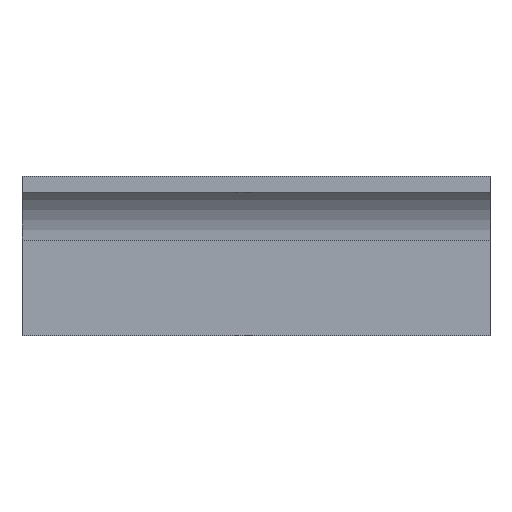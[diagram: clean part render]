
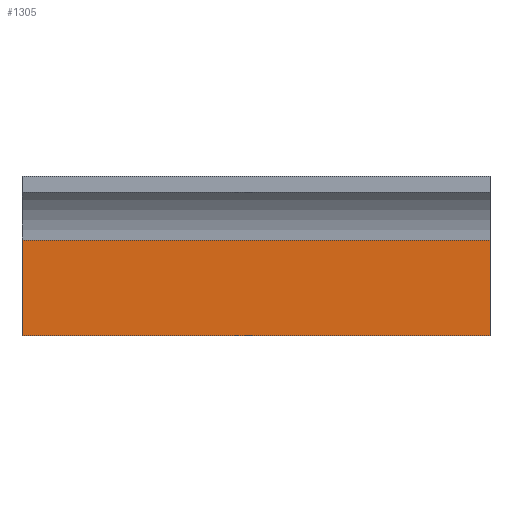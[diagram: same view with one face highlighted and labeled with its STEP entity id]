
A CAD part, front view. The second image highlights one B-rep face of the part: STEP entity #1305.
In plain terms, the highlighted planar face has unit normal (0, -1, 0).
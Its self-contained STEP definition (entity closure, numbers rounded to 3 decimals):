
#33 = PLANE('',#34);
#34 = AXIS2_PLACEMENT_3D('',#35,#36,#37);
#35 = CARTESIAN_POINT('',(-1.,0.,0.));
#36 = DIRECTION('',(0.,0.,1.));
#37 = DIRECTION('',(1.,0.,0.));
#62 = VERTEX_POINT('',#63);
#63 = CARTESIAN_POINT('',(-1.,0.,0.));
#77 = PLANE('',#78);
#78 = AXIS2_PLACEMENT_3D('',#79,#80,#81);
#79 = CARTESIAN_POINT('',(-1.,0.,0.));
#80 = DIRECTION('',(1.,0.,0.));
#81 = DIRECTION('',(0.,0.,1.));
#89 = EDGE_CURVE('',#62,#90,#92,.T.);
#90 = VERTEX_POINT('',#91);
#91 = CARTESIAN_POINT('',(43.,0.,0.));
#92 = SURFACE_CURVE('',#93,(#97,#104),.PCURVE_S1.);
#93 = LINE('',#94,#95);
#94 = CARTESIAN_POINT('',(-1.,0.,0.));
#95 = VECTOR('',#96,1.);
#96 = DIRECTION('',(1.,0.,0.));
#97 = PCURVE('',#33,#98);
#98 = DEFINITIONAL_REPRESENTATION('',(#99),#103);
#99 = LINE('',#100,#101);
#100 = CARTESIAN_POINT('',(0.,0.));
#101 = VECTOR('',#102,1.);
#102 = DIRECTION('',(1.,0.));
#103 = ( GEOMETRIC_REPRESENTATION_CONTEXT(2) 
PARAMETRIC_REPRESENTATION_CONTEXT() REPRESENTATION_CONTEXT('2D SPACE',''
  ) );
#104 = PCURVE('',#105,#110);
#105 = PLANE('',#106);
#106 = AXIS2_PLACEMENT_3D('',#107,#108,#109);
#107 = CARTESIAN_POINT('',(-1.,0.,0.));
#108 = DIRECTION('',(0.,1.,0.));
#109 = DIRECTION('',(0.,0.,1.));
#110 = DEFINITIONAL_REPRESENTATION('',(#111),#115);
#111 = LINE('',#112,#113);
#112 = CARTESIAN_POINT('',(0.,0.));
#113 = VECTOR('',#114,1.);
#114 = DIRECTION('',(0.,1.));
#115 = ( GEOMETRIC_REPRESENTATION_CONTEXT(2) 
PARAMETRIC_REPRESENTATION_CONTEXT() REPRESENTATION_CONTEXT('2D SPACE',''
  ) );
#133 = PLANE('',#134);
#134 = AXIS2_PLACEMENT_3D('',#135,#136,#137);
#135 = CARTESIAN_POINT('',(43.,0.,0.));
#136 = DIRECTION('',(1.,0.,0.));
#137 = DIRECTION('',(0.,0.,1.));
#1054 = VERTEX_POINT('',#1055);
#1055 = CARTESIAN_POINT('',(43.,0.,9.));
#1068 = PLANE('',#1069);
#1069 = AXIS2_PLACEMENT_3D('',#1070,#1071,#1072);
#1070 = CARTESIAN_POINT('',(-1.,0.,9.));
#1071 = DIRECTION('',(0.,0.,1.));
#1072 = DIRECTION('',(1.,0.,0.));
#1079 = EDGE_CURVE('',#90,#1054,#1080,.T.);
#1080 = SURFACE_CURVE('',#1081,(#1085,#1092),.PCURVE_S1.);
#1081 = LINE('',#1082,#1083);
#1082 = CARTESIAN_POINT('',(43.,0.,0.));
#1083 = VECTOR('',#1084,1.);
#1084 = DIRECTION('',(0.,0.,1.));
#1085 = PCURVE('',#133,#1086);
#1086 = DEFINITIONAL_REPRESENTATION('',(#1087),#1091);
#1087 = LINE('',#1088,#1089);
#1088 = CARTESIAN_POINT('',(0.,0.));
#1089 = VECTOR('',#1090,1.);
#1090 = DIRECTION('',(1.,0.));
#1091 = ( GEOMETRIC_REPRESENTATION_CONTEXT(2) 
PARAMETRIC_REPRESENTATION_CONTEXT() REPRESENTATION_CONTEXT('2D SPACE',''
  ) );
#1092 = PCURVE('',#105,#1093);
#1093 = DEFINITIONAL_REPRESENTATION('',(#1094),#1098);
#1094 = LINE('',#1095,#1096);
#1095 = CARTESIAN_POINT('',(0.,44.));
#1096 = VECTOR('',#1097,1.);
#1097 = DIRECTION('',(1.,0.));
#1098 = ( GEOMETRIC_REPRESENTATION_CONTEXT(2) 
PARAMETRIC_REPRESENTATION_CONTEXT() REPRESENTATION_CONTEXT('2D SPACE',''
  ) );
#1305 = ADVANCED_FACE('',(#1306),#105,.F.);
#1306 = FACE_BOUND('',#1307,.T.);
#1307 = EDGE_LOOP('',(#1308,#1309,#1332,#1353));
#1308 = ORIENTED_EDGE('',*,*,#1079,.T.);
#1309 = ORIENTED_EDGE('',*,*,#1310,.F.);
#1310 = EDGE_CURVE('',#1311,#1054,#1313,.T.);
#1311 = VERTEX_POINT('',#1312);
#1312 = CARTESIAN_POINT('',(-1.,0.,9.));
#1313 = SURFACE_CURVE('',#1314,(#1318,#1325),.PCURVE_S1.);
#1314 = LINE('',#1315,#1316);
#1315 = CARTESIAN_POINT('',(-1.,0.,9.));
#1316 = VECTOR('',#1317,1.);
#1317 = DIRECTION('',(1.,0.,0.));
#1318 = PCURVE('',#105,#1319);
#1319 = DEFINITIONAL_REPRESENTATION('',(#1320),#1324);
#1320 = LINE('',#1321,#1322);
#1321 = CARTESIAN_POINT('',(9.,0.));
#1322 = VECTOR('',#1323,1.);
#1323 = DIRECTION('',(0.,1.));
#1324 = ( GEOMETRIC_REPRESENTATION_CONTEXT(2) 
PARAMETRIC_REPRESENTATION_CONTEXT() REPRESENTATION_CONTEXT('2D SPACE',''
  ) );
#1325 = PCURVE('',#1068,#1326);
#1326 = DEFINITIONAL_REPRESENTATION('',(#1327),#1331);
#1327 = LINE('',#1328,#1329);
#1328 = CARTESIAN_POINT('',(0.,0.));
#1329 = VECTOR('',#1330,1.);
#1330 = DIRECTION('',(1.,0.));
#1331 = ( GEOMETRIC_REPRESENTATION_CONTEXT(2) 
PARAMETRIC_REPRESENTATION_CONTEXT() REPRESENTATION_CONTEXT('2D SPACE',''
  ) );
#1332 = ORIENTED_EDGE('',*,*,#1333,.F.);
#1333 = EDGE_CURVE('',#62,#1311,#1334,.T.);
#1334 = SURFACE_CURVE('',#1335,(#1339,#1346),.PCURVE_S1.);
#1335 = LINE('',#1336,#1337);
#1336 = CARTESIAN_POINT('',(-1.,0.,0.));
#1337 = VECTOR('',#1338,1.);
#1338 = DIRECTION('',(0.,0.,1.));
#1339 = PCURVE('',#105,#1340);
#1340 = DEFINITIONAL_REPRESENTATION('',(#1341),#1345);
#1341 = LINE('',#1342,#1343);
#1342 = CARTESIAN_POINT('',(0.,0.));
#1343 = VECTOR('',#1344,1.);
#1344 = DIRECTION('',(1.,0.));
#1345 = ( GEOMETRIC_REPRESENTATION_CONTEXT(2) 
PARAMETRIC_REPRESENTATION_CONTEXT() REPRESENTATION_CONTEXT('2D SPACE',''
  ) );
#1346 = PCURVE('',#77,#1347);
#1347 = DEFINITIONAL_REPRESENTATION('',(#1348),#1352);
#1348 = LINE('',#1349,#1350);
#1349 = CARTESIAN_POINT('',(0.,0.));
#1350 = VECTOR('',#1351,1.);
#1351 = DIRECTION('',(1.,0.));
#1352 = ( GEOMETRIC_REPRESENTATION_CONTEXT(2) 
PARAMETRIC_REPRESENTATION_CONTEXT() REPRESENTATION_CONTEXT('2D SPACE',''
  ) );
#1353 = ORIENTED_EDGE('',*,*,#89,.T.);
